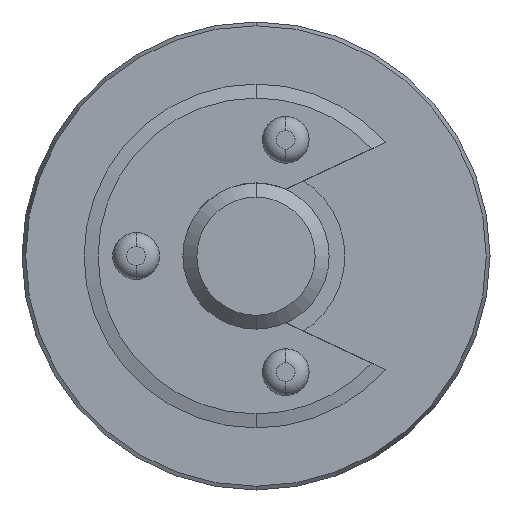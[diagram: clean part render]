
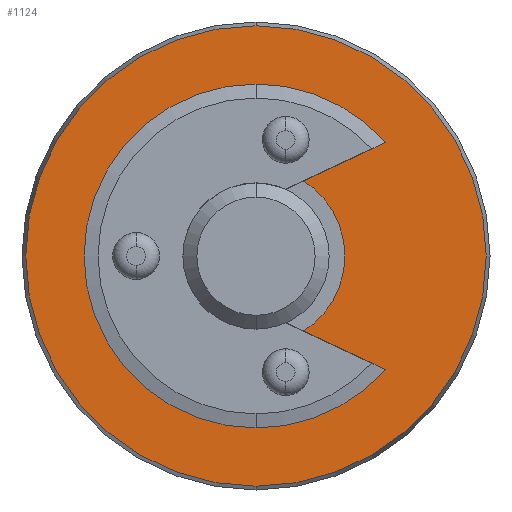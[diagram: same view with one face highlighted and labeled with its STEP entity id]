
A CAD part, front view. The second image highlights one B-rep face of the part: STEP entity #1124.
In plain terms, the highlighted planar face has unit normal (0, -1, 0).
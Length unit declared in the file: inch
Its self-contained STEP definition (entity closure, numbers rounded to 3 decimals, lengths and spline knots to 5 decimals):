
#39 = CARTESIAN_POINT ( 'NONE',  ( -0.19, -1.8685, 0.00051 ) ) ;
#91 = ORIENTED_EDGE ( 'NONE', *, *, #1747, .T. ) ;
#109 = CIRCLE ( 'NONE', #641, 0.19 ) ;
#177 = DIRECTION ( 'NONE',  ( 0., -1., 0. ) ) ;
#209 = VERTEX_POINT ( 'NONE', #692 ) ;
#210 = CARTESIAN_POINT ( 'NONE',  ( 0., -1.8685, 0.00051 ) ) ;
#303 = VERTEX_POINT ( 'NONE', #1954 ) ;
#399 = DIRECTION ( 'NONE',  ( 0., 0., -1. ) ) ;
#405 = CARTESIAN_POINT ( 'NONE',  ( 0., -1.8685, 0.00051 ) ) ;
#537 = AXIS2_PLACEMENT_3D ( 'NONE', #210, #1573, #399 ) ;
#605 = DIRECTION ( 'NONE',  ( 0., 0., -1. ) ) ;
#619 = DIRECTION ( 'NONE',  ( 0., 0., -1. ) ) ;
#626 = EDGE_LOOP ( 'NONE', ( #1353, #2259 ) ) ;
#641 = AXIS2_PLACEMENT_3D ( 'NONE', #1333, #177, #1540 ) ;
#692 = CARTESIAN_POINT ( 'NONE',  ( 0., -1.8685, 0.19051 ) ) ;
#729 = CARTESIAN_POINT ( 'NONE',  ( 0., -1.8685, -0.18949 ) ) ;
#925 = CARTESIAN_POINT ( 'NONE',  ( 0., -1.8685, 0.00051 ) ) ;
#1006 = PLANE ( 'NONE',  #2090 ) ;
#1014 = AXIS2_PLACEMENT_3D ( 'NONE', #925, #2310, #1127 ) ;
#1082 = CIRCLE ( 'NONE', #537, 0.49196 ) ;
#1096 = ORIENTED_EDGE ( 'NONE', *, *, #1584, .T. ) ;
#1124 = ADVANCED_FACE ( 'NONE', ( #1917, #2398 ), #1006, .T. ) ;
#1127 = DIRECTION ( 'NONE',  ( 0., 0., -1. ) ) ;
#1333 = CARTESIAN_POINT ( 'NONE',  ( 0., -1.8685, 0.00051 ) ) ;
#1353 = ORIENTED_EDGE ( 'NONE', *, *, #2442, .F. ) ;
#1540 = DIRECTION ( 'NONE',  ( 0., 0., -1. ) ) ;
#1573 = DIRECTION ( 'NONE',  ( 0., -1., 0. ) ) ;
#1584 = EDGE_CURVE ( 'NONE', #303, #2458, #1082, .T. ) ;
#1710 = EDGE_LOOP ( 'NONE', ( #91, #1096 ) ) ;
#1747 = EDGE_CURVE ( 'NONE', #2458, #303, #2078, .T. ) ;
#1775 = DIRECTION ( 'NONE',  ( 0., -1., 0. ) ) ;
#1785 = DIRECTION ( 'NONE',  ( 0., -1., 0. ) ) ;
#1917 = FACE_OUTER_BOUND ( 'NONE', #1710, .T. ) ;
#1954 = CARTESIAN_POINT ( 'NONE',  ( 0., -1.8685, -0.49145 ) ) ;
#2078 = CIRCLE ( 'NONE', #1014, 0.49196 ) ;
#2090 = AXIS2_PLACEMENT_3D ( 'NONE', #39, #1785, #619 ) ;
#2184 = CARTESIAN_POINT ( 'NONE',  ( 0., -1.8685, 0.49247 ) ) ;
#2228 = AXIS2_PLACEMENT_3D ( 'NONE', #405, #1775, #605 ) ;
#2259 = ORIENTED_EDGE ( 'NONE', *, *, #2304, .F. ) ;
#2269 = VERTEX_POINT ( 'NONE', #729 ) ;
#2304 = EDGE_CURVE ( 'NONE', #209, #2269, #109, .T. ) ;
#2310 = DIRECTION ( 'NONE',  ( 0., -1., 0. ) ) ;
#2398 = FACE_BOUND ( 'NONE', #626, .T. ) ;
#2413 = CIRCLE ( 'NONE', #2228, 0.19 ) ;
#2442 = EDGE_CURVE ( 'NONE', #2269, #209, #2413, .T. ) ;
#2458 = VERTEX_POINT ( 'NONE', #2184 ) ;
